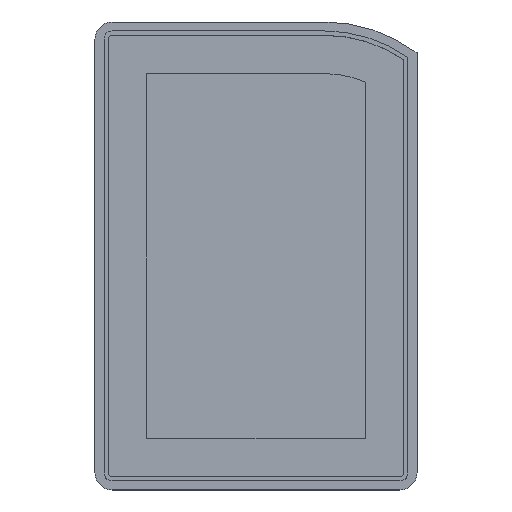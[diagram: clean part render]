
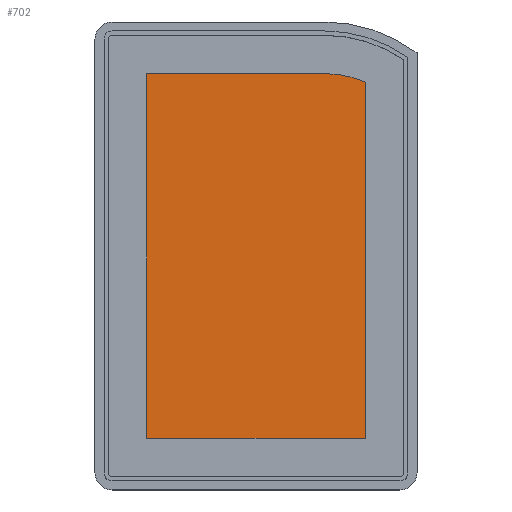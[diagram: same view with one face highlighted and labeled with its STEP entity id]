
A CAD part, top view. The second image highlights one B-rep face of the part: STEP entity #702.
In plain terms, the highlighted planar face has unit normal (0, 0, 1).
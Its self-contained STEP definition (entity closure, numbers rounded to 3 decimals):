
#24=CIRCLE('',#756,24.384);
#71=FACE_OUTER_BOUND('',#113,.T.);
#113=EDGE_LOOP('',(#486,#487,#488,#489,#490));
#155=LINE('',#1051,#227);
#160=LINE('',#1064,#232);
#163=LINE('',#1070,#235);
#165=LINE('',#1073,#237);
#227=VECTOR('',#831,10.);
#232=VECTOR('',#844,10.);
#235=VECTOR('',#849,10.);
#237=VECTOR('',#853,10.);
#299=VERTEX_POINT('',#1048);
#300=VERTEX_POINT('',#1050);
#302=VERTEX_POINT('',#1056);
#304=VERTEX_POINT('',#1062);
#306=VERTEX_POINT('',#1068);
#365=EDGE_CURVE('',#299,#300,#155,.T.);
#369=EDGE_CURVE('',#302,#299,#24,.T.);
#372=EDGE_CURVE('',#304,#302,#160,.T.);
#375=EDGE_CURVE('',#306,#304,#163,.T.);
#377=EDGE_CURVE('',#300,#306,#165,.T.);
#486=ORIENTED_EDGE('',*,*,#377,.F.);
#487=ORIENTED_EDGE('',*,*,#365,.F.);
#488=ORIENTED_EDGE('',*,*,#369,.F.);
#489=ORIENTED_EDGE('',*,*,#372,.F.);
#490=ORIENTED_EDGE('',*,*,#375,.F.);
#676=PLANE('',#760);
#702=ADVANCED_FACE('',(#71),#676,.T.);
#756=AXIS2_PLACEMENT_3D('',#1058,#838,#839);
#760=AXIS2_PLACEMENT_3D('',#1074,#854,#855);
#831=DIRECTION('',(0.,-1.,0.));
#838=DIRECTION('center_axis',(0.,0.,-1.));
#839=DIRECTION('ref_axis',(0.398,0.917,0.));
#844=DIRECTION('',(1.,0.,0.));
#849=DIRECTION('',(0.,1.,0.));
#853=DIRECTION('',(-1.,0.,0.));
#854=DIRECTION('center_axis',(0.,0.,1.));
#855=DIRECTION('ref_axis',(1.,0.,0.));
#1048=CARTESIAN_POINT('',(63.,94.988,-29.));
#1050=CARTESIAN_POINT('',(63.,12.,-29.));
#1051=CARTESIAN_POINT('',(63.,12.,-29.));
#1056=CARTESIAN_POINT('',(53.3,97.,-29.));
#1058=CARTESIAN_POINT('Origin',(53.3,72.616,-29.));
#1062=CARTESIAN_POINT('',(12.,97.,-29.));
#1064=CARTESIAN_POINT('',(53.3,97.,-29.));
#1068=CARTESIAN_POINT('',(12.,12.,-29.));
#1070=CARTESIAN_POINT('',(12.,97.,-29.));
#1073=CARTESIAN_POINT('',(12.,12.,-29.));
#1074=CARTESIAN_POINT('Origin',(37.5,54.5,-29.));
